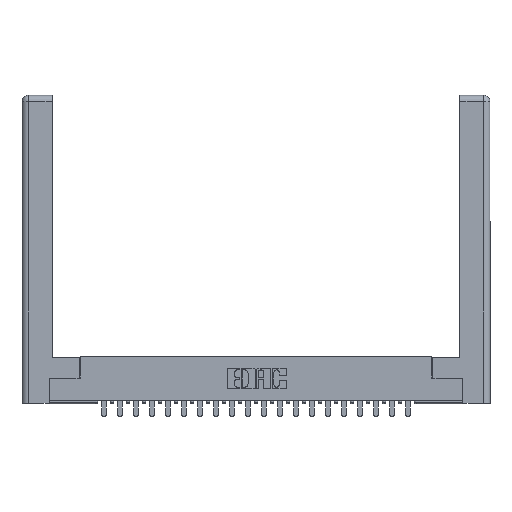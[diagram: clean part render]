
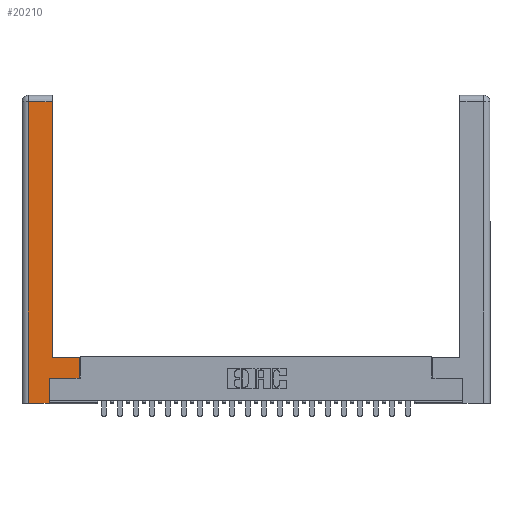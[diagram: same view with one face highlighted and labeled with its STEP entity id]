
A CAD part, top view. The second image highlights one B-rep face of the part: STEP entity #20210.
In plain terms, the highlighted planar face has unit normal (0, 0, 1).
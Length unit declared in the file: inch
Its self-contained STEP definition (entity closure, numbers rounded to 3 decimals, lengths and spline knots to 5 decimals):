
#625 = LINE ( 'NONE', #25938, #6455 ) ;
#2401 = CARTESIAN_POINT ( 'NONE',  ( 0.265, 0.245, 0. ) ) ;
#2548 = CARTESIAN_POINT ( 'NONE',  ( 0.0615, 0., 0. ) ) ;
#2585 = DIRECTION ( 'NONE',  ( 1., 0., 0. ) ) ;
#3574 = EDGE_CURVE ( 'NONE', #8531, #3983, #26316, .T. ) ;
#3983 = VERTEX_POINT ( 'NONE', #22587 ) ;
#4470 = DIRECTION ( 'NONE',  ( 0., 1., 0. ) ) ;
#5011 = EDGE_CURVE ( 'NONE', #3983, #13662, #625, .T. ) ;
#5731 = LINE ( 'NONE', #9290, #10640 ) ;
#5856 = VECTOR ( 'NONE', #23460, 39.37008 ) ;
#6119 = VECTOR ( 'NONE', #23988, 39.37008 ) ;
#6455 = VECTOR ( 'NONE', #15412, 39.37008 ) ;
#6890 = CARTESIAN_POINT ( 'NONE',  ( 0.265, 0., 0. ) ) ;
#7181 = EDGE_CURVE ( 'NONE', #23292, #7771, #12001, .T. ) ;
#7771 = VERTEX_POINT ( 'NONE', #9923 ) ;
#8297 = FACE_OUTER_BOUND ( 'NONE', #25148, .T. ) ;
#8329 = EDGE_CURVE ( 'NONE', #23231, #8366, #22348, .T. ) ;
#8366 = VERTEX_POINT ( 'NONE', #26095 ) ;
#8479 = EDGE_CURVE ( 'NONE', #8366, #8531, #14568, .T. ) ;
#8531 = VERTEX_POINT ( 'NONE', #10863 ) ;
#9060 = VECTOR ( 'NONE', #10428, 39.37008 ) ;
#9096 = DIRECTION ( 'NONE',  ( 1., 0., 0. ) ) ;
#9290 = CARTESIAN_POINT ( 'NONE',  ( 0.565, 0.45, 0. ) ) ;
#9339 = EDGE_CURVE ( 'NONE', #13662, #23292, #12233, .T. ) ;
#9369 = ORIENTED_EDGE ( 'NONE', *, *, #8479, .T. ) ;
#9514 = PLANE ( 'NONE',  #26461 ) ;
#9923 = CARTESIAN_POINT ( 'NONE',  ( 0.265, 0.245, 0. ) ) ;
#10428 = DIRECTION ( 'NONE',  ( 0., 1., 0. ) ) ;
#10507 = ORIENTED_EDGE ( 'NONE', *, *, #3574, .T. ) ;
#10640 = VECTOR ( 'NONE', #15414, 39.37008 ) ;
#10863 = CARTESIAN_POINT ( 'NONE',  ( 0.295, 2.94, 0. ) ) ;
#11311 = CARTESIAN_POINT ( 'NONE',  ( 0.295, 0.45, 0. ) ) ;
#12001 = LINE ( 'NONE', #2401, #17449 ) ;
#12233 = LINE ( 'NONE', #6890, #18039 ) ;
#12830 = EDGE_CURVE ( 'NONE', #22267, #23231, #5731, .T. ) ;
#13596 = ORIENTED_EDGE ( 'NONE', *, *, #8329, .T. ) ;
#13662 = VERTEX_POINT ( 'NONE', #2548 ) ;
#14568 = LINE ( 'NONE', #20655, #9060 ) ;
#14917 = ORIENTED_EDGE ( 'NONE', *, *, #9339, .T. ) ;
#14924 = ORIENTED_EDGE ( 'NONE', *, *, #12830, .T. ) ;
#15412 = DIRECTION ( 'NONE',  ( 0., -1., 0. ) ) ;
#15414 = DIRECTION ( 'NONE',  ( 0., 1., 0. ) ) ;
#15629 = DIRECTION ( 'NONE',  ( -1., 0., 0. ) ) ;
#16967 = CARTESIAN_POINT ( 'NONE',  ( 0.565, 0.245, 0. ) ) ;
#17449 = VECTOR ( 'NONE', #4470, 39.37008 ) ;
#17980 = DIRECTION ( 'NONE',  ( 0., 0., -1. ) ) ;
#18039 = VECTOR ( 'NONE', #9096, 39.37008 ) ;
#18277 = LINE ( 'NONE', #16967, #21579 ) ;
#19569 = CARTESIAN_POINT ( 'NONE',  ( 0.565, 0.45, 0. ) ) ;
#19926 = CARTESIAN_POINT ( 'NONE',  ( 0.265, 0., 0. ) ) ;
#20210 = ADVANCED_FACE ( 'NONE', ( #8297 ), #9514, .F. ) ;
#20622 = EDGE_CURVE ( 'NONE', #7771, #22267, #18277, .T. ) ;
#20655 = CARTESIAN_POINT ( 'NONE',  ( 0.295, 3., 0. ) ) ;
#20720 = CARTESIAN_POINT ( 'NONE',  ( 0.565, 0.245, 0. ) ) ;
#21119 = ORIENTED_EDGE ( 'NONE', *, *, #5011, .T. ) ;
#21579 = VECTOR ( 'NONE', #2585, 39.37008 ) ;
#22267 = VERTEX_POINT ( 'NONE', #20720 ) ;
#22348 = LINE ( 'NONE', #11311, #6119 ) ;
#22587 = CARTESIAN_POINT ( 'NONE',  ( 0.0615, 2.94, 0. ) ) ;
#23056 = ORIENTED_EDGE ( 'NONE', *, *, #7181, .T. ) ;
#23231 = VERTEX_POINT ( 'NONE', #19569 ) ;
#23292 = VERTEX_POINT ( 'NONE', #19926 ) ;
#23460 = DIRECTION ( 'NONE',  ( -1., 0., 0. ) ) ;
#23988 = DIRECTION ( 'NONE',  ( -1., 0., 0. ) ) ;
#25131 = ORIENTED_EDGE ( 'NONE', *, *, #20622, .T. ) ;
#25148 = EDGE_LOOP ( 'NONE', ( #9369, #10507, #21119, #14917, #23056, #25131, #14924, #13596 ) ) ;
#25665 = CARTESIAN_POINT ( 'NONE',  ( 0.0615, 2.94, 0. ) ) ;
#25938 = CARTESIAN_POINT ( 'NONE',  ( 0.0615, 0., 0. ) ) ;
#26095 = CARTESIAN_POINT ( 'NONE',  ( 0.295, 0.45, 0. ) ) ;
#26177 = CARTESIAN_POINT ( 'NONE',  ( 0., 0., 0. ) ) ;
#26316 = LINE ( 'NONE', #25665, #5856 ) ;
#26461 = AXIS2_PLACEMENT_3D ( 'NONE', #26177, #17980, #15629 ) ;
